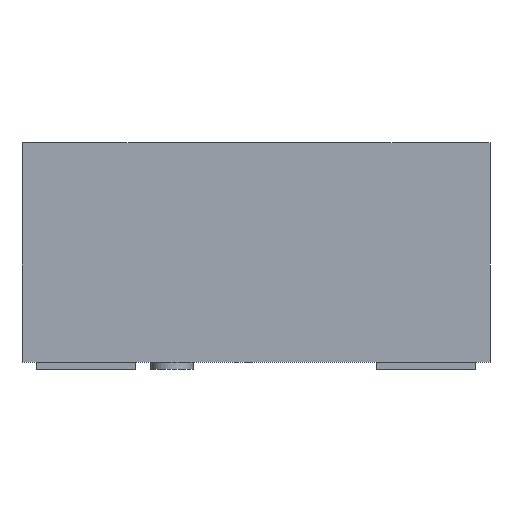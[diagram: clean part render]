
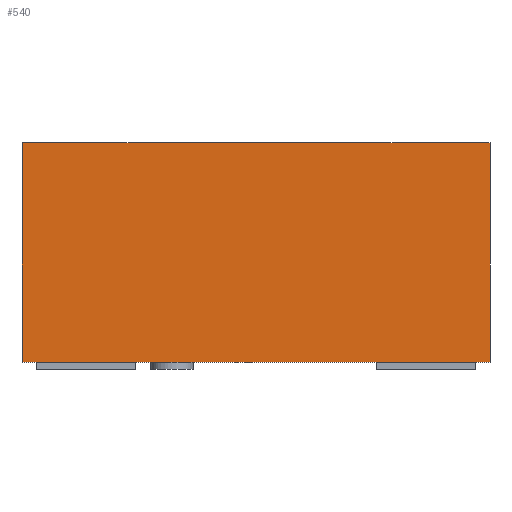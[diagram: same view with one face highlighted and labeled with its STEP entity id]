
A CAD part, front view. The second image highlights one B-rep face of the part: STEP entity #540.
In plain terms, the highlighted planar face has unit normal (0, -1, 0).
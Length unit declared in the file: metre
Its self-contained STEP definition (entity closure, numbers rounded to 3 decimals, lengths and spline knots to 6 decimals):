
#374 = EDGE_CURVE( '', #1065, #1066, #1067, .T. );
#398 = EDGE_CURVE( '', #1108, #1109, #1110, .T. );
#540 = ADVANCED_FACE( '', ( #1337 ), #1338, .F. );
#812 = EDGE_CURVE( '', #1065, #1108, #1695, .T. );
#946 = EDGE_CURVE( '', #1066, #1109, #1869, .T. );
#1065 = VERTEX_POINT( '', #2013 );
#1066 = VERTEX_POINT( '', #2014 );
#1067 = LINE( '', #2015, #2016 );
#1108 = VERTEX_POINT( '', #2071 );
#1109 = VERTEX_POINT( '', #2072 );
#1110 = LINE( '', #2073, #2074 );
#1337 = FACE_OUTER_BOUND( '', #2405, .T. );
#1338 = PLANE( '', #2406 );
#1695 = LINE( '', #2945, #2946 );
#1869 = LINE( '', #3208, #3209 );
#2013 = CARTESIAN_POINT( '', ( -0.00165, -0.0028, 0.00155 ) );
#2014 = CARTESIAN_POINT( '', ( -0.00165, -0.0028, 0. ) );
#2015 = CARTESIAN_POINT( '', ( -0.00165, -0.0028, 0.00155 ) );
#2016 = VECTOR( '', #3334, 1. );
#2071 = CARTESIAN_POINT( '', ( 0.00165, -0.0028, 0.00155 ) );
#2072 = CARTESIAN_POINT( '', ( 0.00165, -0.0028, 0. ) );
#2073 = CARTESIAN_POINT( '', ( 0.00165, -0.0028, 0.00155 ) );
#2074 = VECTOR( '', #3376, 1. );
#2405 = EDGE_LOOP( '', ( #3565, #3566, #3567, #3568 ) );
#2406 = AXIS2_PLACEMENT_3D( '', #3569, #3570, #3571 );
#2945 = CARTESIAN_POINT( '', ( -0.00165, -0.0028, 0.00155 ) );
#2946 = VECTOR( '', #4014, 1. );
#3208 = CARTESIAN_POINT( '', ( -0.00165, -0.0028, 0. ) );
#3209 = VECTOR( '', #4288, 1. );
#3334 = DIRECTION( '', ( 0., 0., -1. ) );
#3376 = DIRECTION( '', ( 0., 0., -1. ) );
#3565 = ORIENTED_EDGE( '', *, *, #946, .T. );
#3566 = ORIENTED_EDGE( '', *, *, #398, .F. );
#3567 = ORIENTED_EDGE( '', *, *, #812, .F. );
#3568 = ORIENTED_EDGE( '', *, *, #374, .T. );
#3569 = CARTESIAN_POINT( '', ( -0.00165, -0.0028, 0.00155 ) );
#3570 = DIRECTION( '', ( 0., 1., 0. ) );
#3571 = DIRECTION( '', ( 1., 0., 0. ) );
#4014 = DIRECTION( '', ( 1., 0., 0. ) );
#4288 = DIRECTION( '', ( 1., 0., 0. ) );
